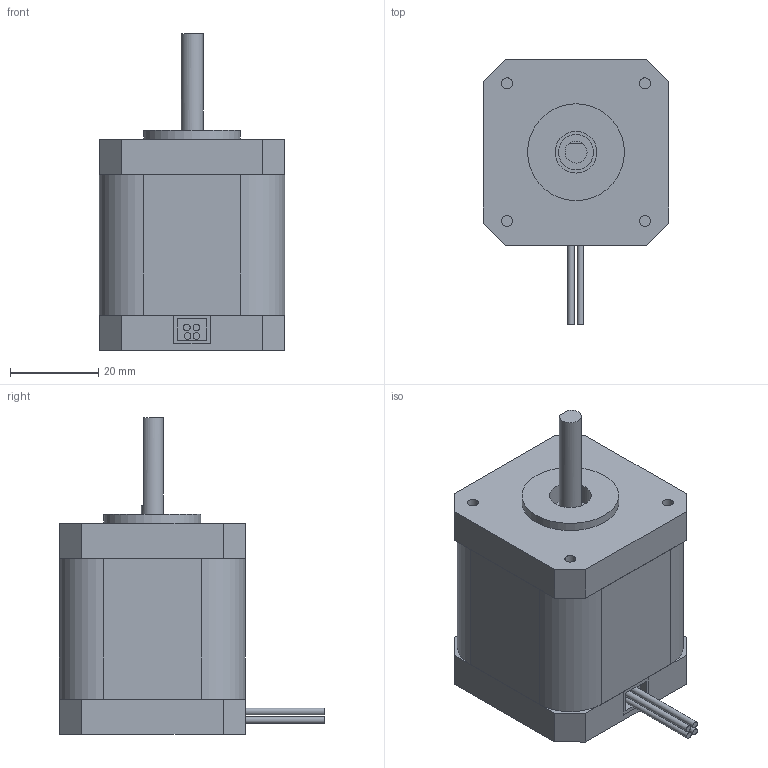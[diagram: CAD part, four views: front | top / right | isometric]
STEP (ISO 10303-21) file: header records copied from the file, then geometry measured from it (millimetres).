
FILE_DESCRIPTION(/* description */ (''),/* implementation_level */ '2;1');
FILE_NAME(/* name */ 'MP3-42H048.step',/* time_stamp */ '2021-07-28T10:48:25+08:00',/* author */ (''),/* organization */ (''),/* preprocessor_version */ 'ST-DEVELOPER v16',/* originating_system */ 'SIEMENS PLM Software NX 10.0',/* authorisation */ '');
FILE_SCHEMA (('AUTOMOTIVE_DESIGN { 1 0 10303 214 3 1 1 1 }'));
Length unit declared in the file: millimetre
Products named in the file (1): MP3-42H048
Bounding box: 42.2 x 60.2 x 72 mm (x, y, z)
Volume: 82437 mm3; surface area: 20373.9 mm2
Topology: 11 solids, 11 shells, 91 faces, 195 edges, 133 vertices
Faces by surface type: plane 63, cylinder 28
Full cylindrical faces by diameter (mm): 1.5 x4, 2.5 x8, 5 x2, 6 x4, 8 x2, 9.5 x2, 22 x2
Entity records: 2389 total; most frequent: DIRECTION 402, CARTESIAN_POINT 376, ORIENTED_EDGE 322, EDGE_CURVE 161, AXIS2_PLACEMENT_3D 149, EDGE_LOOP 144, VERTEX_POINT 123, LINE 104
